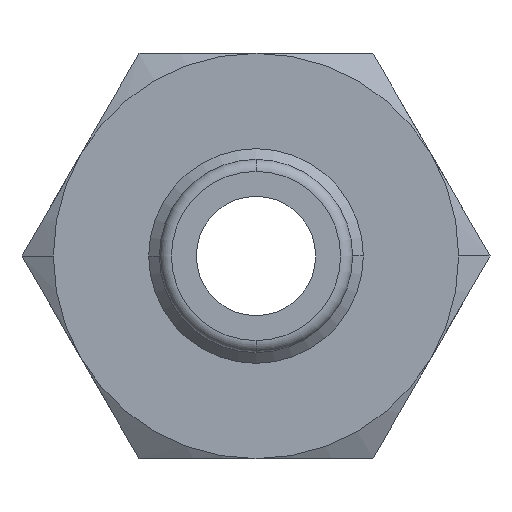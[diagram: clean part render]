
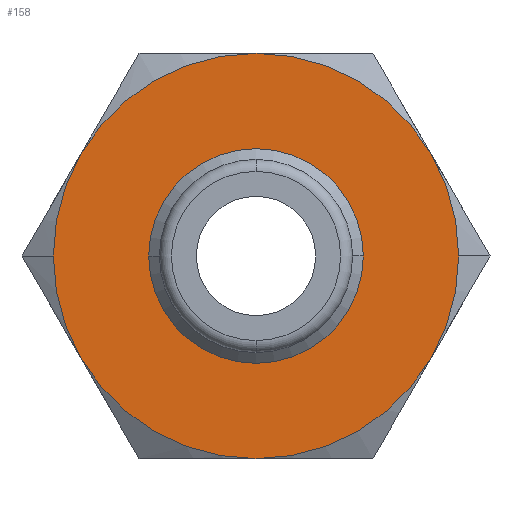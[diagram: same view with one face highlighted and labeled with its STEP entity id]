
A CAD part, front view. The second image highlights one B-rep face of the part: STEP entity #158.
In plain terms, the highlighted planar face has unit normal (0, -1, 0).
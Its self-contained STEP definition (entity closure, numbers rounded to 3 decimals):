
#158=ADVANCED_FACE('',(#317,#318),#319,.T.);
#317=FACE_OUTER_BOUND('',#472,.T.);
#318=FACE_BOUND('',#473,.T.);
#319=PLANE('',#474);
#472=EDGE_LOOP('',(#842,#843,#844,#845,#846,#847,#848,#849));
#473=EDGE_LOOP('',(#850,#851));
#474=AXIS2_PLACEMENT_3D('',#852,#853,#854);
#842=ORIENTED_EDGE('',*,*,#980,.F.);
#843=ORIENTED_EDGE('',*,*,#1031,.F.);
#844=ORIENTED_EDGE('',*,*,#927,.F.);
#845=ORIENTED_EDGE('',*,*,#1021,.F.);
#846=ORIENTED_EDGE('',*,*,#924,.F.);
#847=ORIENTED_EDGE('',*,*,#970,.F.);
#848=ORIENTED_EDGE('',*,*,#902,.F.);
#849=ORIENTED_EDGE('',*,*,#1015,.F.);
#850=ORIENTED_EDGE('',*,*,#975,.F.);
#851=ORIENTED_EDGE('',*,*,#1000,.F.);
#852=CARTESIAN_POINT('',(4.25,14.0,0.0));
#853=DIRECTION('',(-0.0,-1.0,-0.0));
#854=DIRECTION('',(-1.0,0.0,0.0));
#902=EDGE_CURVE('',#1064,#1061,#1066,.T.);
#924=EDGE_CURVE('',#1101,#1099,#1103,.T.);
#927=EDGE_CURVE('',#1106,#1108,#1109,.T.);
#970=EDGE_CURVE('',#1061,#1101,#1173,.T.);
#975=EDGE_CURVE('',#1178,#1175,#1180,.T.);
#980=EDGE_CURVE('',#1112,#1184,#1186,.T.);
#1000=EDGE_CURVE('',#1175,#1178,#1209,.T.);
#1015=EDGE_CURVE('',#1184,#1064,#1225,.T.);
#1021=EDGE_CURVE('',#1099,#1106,#1231,.T.);
#1031=EDGE_CURVE('',#1108,#1112,#1241,.T.);
#1061=VERTEX_POINT('',#1317);
#1064=VERTEX_POINT('',#1331);
#1066=CIRCLE('',#1344,8.5);
#1099=VERTEX_POINT('',#1383);
#1101=VERTEX_POINT('',#1386);
#1103=CIRCLE('',#1399,8.5);
#1106=VERTEX_POINT('',#1402);
#1108=VERTEX_POINT('',#1415);
#1109=CIRCLE('',#1416,8.5);
#1112=VERTEX_POINT('',#1430);
#1173=CIRCLE('',#1600,8.5);
#1175=VERTEX_POINT('',#1602);
#1178=VERTEX_POINT('',#1606);
#1180=CIRCLE('',#1609,4.5);
#1184=VERTEX_POINT('',#1613);
#1186=CIRCLE('',#1616,8.5);
#1209=CIRCLE('',#1689,4.5);
#1225=CIRCLE('',#1716,8.5);
#1231=CIRCLE('',#1724,8.5);
#1241=CIRCLE('',#1745,8.5);
#1317=CARTESIAN_POINT('',(0.0,14.0,-8.5));
#1331=CARTESIAN_POINT('',(7.361,14.0,-4.25));
#1344=AXIS2_PLACEMENT_3D('',#1765,#1766,#1767);
#1383=CARTESIAN_POINT('',(-8.5,14.0,0.));
#1386=CARTESIAN_POINT('',(-7.361,14.0,-4.25));
#1399=AXIS2_PLACEMENT_3D('',#1799,#1800,#1801);
#1402=CARTESIAN_POINT('',(-7.361,14.0,4.25));
#1415=CARTESIAN_POINT('',(0.,14.0,8.5));
#1416=AXIS2_PLACEMENT_3D('',#1802,#1803,#1804);
#1430=CARTESIAN_POINT('',(7.361,14.0,4.25));
#1600=AXIS2_PLACEMENT_3D('',#1854,#1855,#1856);
#1602=CARTESIAN_POINT('',(4.5,14.0,0.));
#1606=CARTESIAN_POINT('',(-4.5,14.0,0.));
#1609=AXIS2_PLACEMENT_3D('',#1862,#1863,#1864);
#1613=CARTESIAN_POINT('',(8.5,14.0,0.));
#1616=AXIS2_PLACEMENT_3D('',#1869,#1870,#1871);
#1689=AXIS2_PLACEMENT_3D('',#1887,#1888,#1889);
#1716=AXIS2_PLACEMENT_3D('',#1914,#1915,#1916);
#1724=AXIS2_PLACEMENT_3D('',#1919,#1920,#1921);
#1745=AXIS2_PLACEMENT_3D('',#1922,#1923,#1924);
#1765=CARTESIAN_POINT('',(0.0,14.0,0.0));
#1766=DIRECTION('',(-0.0,1.0,0.0));
#1767=DIRECTION('',(1.0,0.0,0.0));
#1799=CARTESIAN_POINT('',(0.0,14.0,0.0));
#1800=DIRECTION('',(-0.0,1.0,0.0));
#1801=DIRECTION('',(1.0,0.0,0.0));
#1802=CARTESIAN_POINT('',(0.0,14.0,0.0));
#1803=DIRECTION('',(-0.0,1.0,0.0));
#1804=DIRECTION('',(1.0,0.0,0.0));
#1854=CARTESIAN_POINT('',(0.0,14.0,0.0));
#1855=DIRECTION('',(-0.0,1.0,0.0));
#1856=DIRECTION('',(1.0,0.0,0.0));
#1862=CARTESIAN_POINT('',(0.0,14.0,0.0));
#1863=DIRECTION('',(0.0,-1.0,0.0));
#1864=DIRECTION('',(1.0,0.0,0.0));
#1869=CARTESIAN_POINT('',(0.0,14.0,0.0));
#1870=DIRECTION('',(-0.0,1.0,0.0));
#1871=DIRECTION('',(1.0,0.0,0.0));
#1887=CARTESIAN_POINT('',(0.0,14.0,0.0));
#1888=DIRECTION('',(0.0,-1.0,0.0));
#1889=DIRECTION('',(1.0,0.0,0.0));
#1914=CARTESIAN_POINT('',(0.0,14.0,0.0));
#1915=DIRECTION('',(-0.0,1.0,0.0));
#1916=DIRECTION('',(1.0,0.0,0.0));
#1919=CARTESIAN_POINT('',(0.0,14.0,0.0));
#1920=DIRECTION('',(-0.0,1.0,0.0));
#1921=DIRECTION('',(1.0,0.0,0.0));
#1922=CARTESIAN_POINT('',(0.0,14.0,0.0));
#1923=DIRECTION('',(-0.0,1.0,0.0));
#1924=DIRECTION('',(1.0,0.0,0.0));
